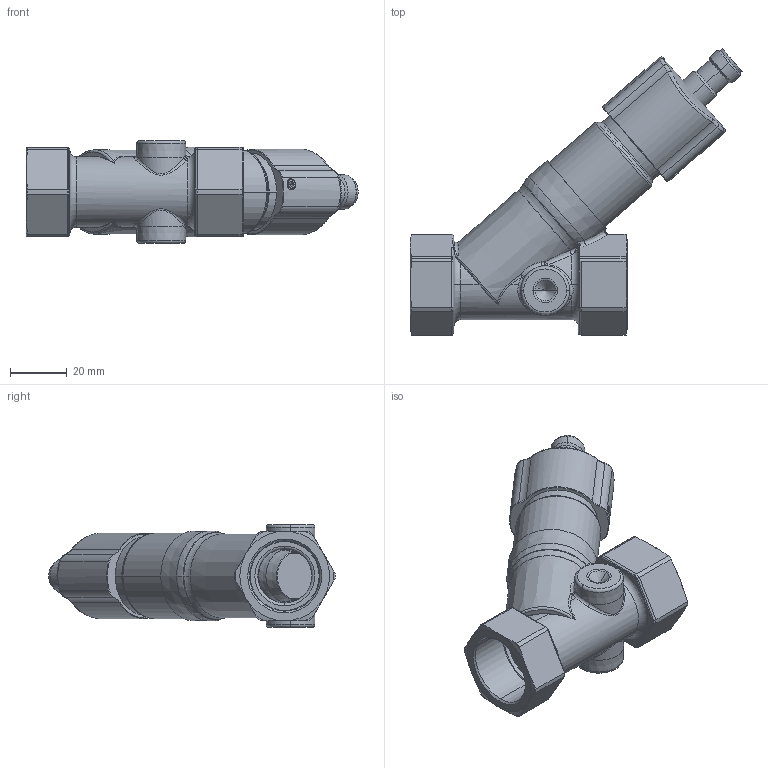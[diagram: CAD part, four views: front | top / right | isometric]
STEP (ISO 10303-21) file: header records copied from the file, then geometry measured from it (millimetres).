
FILE_DESCRIPTION (( 'STEP AP214' ), '1' );
FILE_NAME ('FSA75-42-6H.STEP', '2018-03-07T23:34:21', ( '' ), ( '' ), 'SwSTEP 2.0', 'SolidWorks 2017', '' );
FILE_SCHEMA (( 'AUTOMOTIVE_DESIGN' ));
Length unit declared in the file: millimetre
Products named in the file (1): FSA75-42-6H
Bounding box: 116.69 x 100.66 x 36.18 mm (x, y, z)
Volume: 74707.8 mm3; surface area: 54948.7 mm2
Topology: 21 solids, 23 shells, 1179 faces, 2883 edges, 1744 vertices
Faces by surface type: cylinder 337, plane 319, cone 241, torus 144, bspline 134, sphere 4
Entity records: 56481 total; most frequent: CARTESIAN_POINT 16345, ORIENTED_EDGE 5702, DIRECTION 5612, EDGE_CURVE 2851, AXIS2_PLACEMENT_3D 2200, VERTEX_POINT 1740, EDGE_LOOP 1239, LINE 1212
